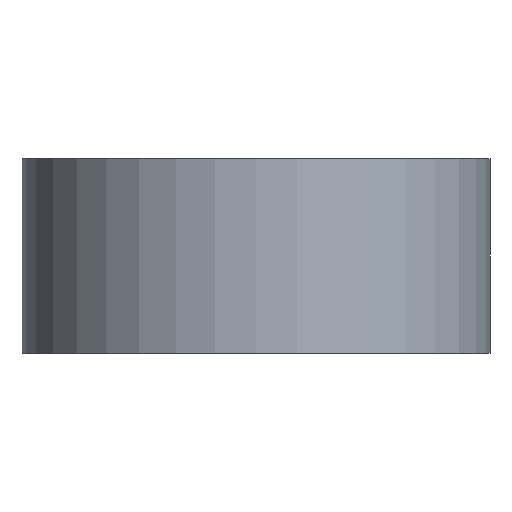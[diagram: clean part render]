
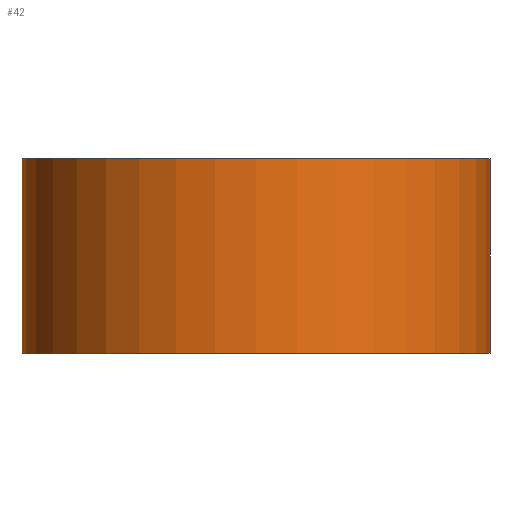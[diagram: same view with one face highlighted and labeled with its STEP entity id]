
A CAD part, front view. The second image highlights one B-rep face of the part: STEP entity #42.
In plain terms, the highlighted cylindrical face has radius 102.5 mm (diameter 205 mm), a full revolution.
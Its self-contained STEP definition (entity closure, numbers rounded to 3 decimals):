
#42 = ADVANCED_FACE( '', ( #85, #86 ), #87, .T. );
#85 = FACE_OUTER_BOUND( '', #124, .T. );
#86 = FACE_OUTER_BOUND( '', #125, .T. );
#87 = CYLINDRICAL_SURFACE( '', #126, 102.5 );
#124 = EDGE_LOOP( '', ( #167 ) );
#125 = EDGE_LOOP( '', ( #168 ) );
#126 = AXIS2_PLACEMENT_3D( '', #169, #170, #171 );
#167 = ORIENTED_EDGE( '', *, *, #197, .T. );
#168 = ORIENTED_EDGE( '', *, *, #188, .F. );
#169 = CARTESIAN_POINT( '', ( 0., 0., -42.5 ) );
#170 = DIRECTION( '', ( 0., 0., 1. ) );
#171 = DIRECTION( '', ( -1., 0., 0. ) );
#188 = EDGE_CURVE( '', #206, #206, #207, .T. );
#197 = EDGE_CURVE( '', #220, #220, #221, .T. );
#206 = VERTEX_POINT( '', #230 );
#207 = CIRCLE( '', #231, 102.5 );
#220 = VERTEX_POINT( '', #244 );
#221 = CIRCLE( '', #245, 102.5 );
#230 = CARTESIAN_POINT( '', ( -102.5, 0., -42.5 ) );
#231 = AXIS2_PLACEMENT_3D( '', #254, #255, #256 );
#244 = CARTESIAN_POINT( '', ( -102.5, 0., 42.5 ) );
#245 = AXIS2_PLACEMENT_3D( '', #269, #270, #271 );
#254 = CARTESIAN_POINT( '', ( 0., 0., -42.5 ) );
#255 = DIRECTION( '', ( 0., 0., -1. ) );
#256 = DIRECTION( '', ( -1., 0., 0. ) );
#269 = CARTESIAN_POINT( '', ( 0., 0., 42.5 ) );
#270 = DIRECTION( '', ( 0., 0., -1. ) );
#271 = DIRECTION( '', ( -1., 0., 0. ) );
